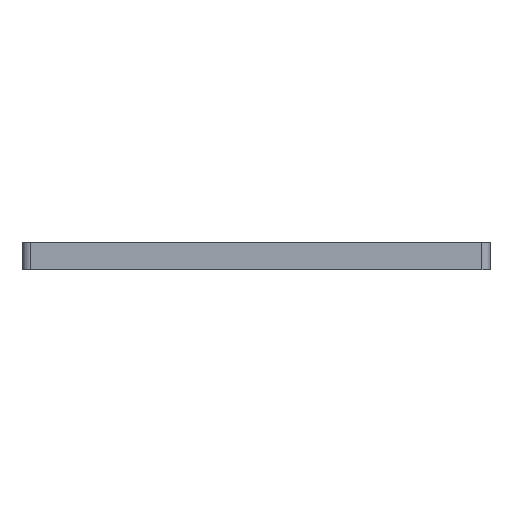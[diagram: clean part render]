
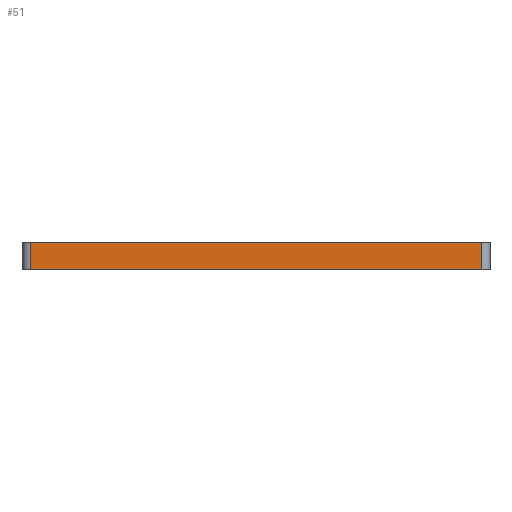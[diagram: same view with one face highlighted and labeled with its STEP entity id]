
A CAD part, front view. The second image highlights one B-rep face of the part: STEP entity #51.
In plain terms, the highlighted planar face has unit normal (0, -1, 0).
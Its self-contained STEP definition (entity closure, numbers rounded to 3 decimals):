
#51=ADVANCED_FACE('',(#109),#1014,.T.);
#109=FACE_OUTER_BOUND('',#167,.T.);
#167=EDGE_LOOP('',(#304,#305,#306,#307));
#304=ORIENTED_EDGE('',*,*,#620,.T.);
#305=ORIENTED_EDGE('',*,*,#621,.T.);
#306=ORIENTED_EDGE('',*,*,#622,.F.);
#307=ORIENTED_EDGE('',*,*,#618,.F.);
#618=EDGE_CURVE('',#934,#935,#882,.T.);
#620=EDGE_CURVE('',#934,#936,#884,.T.);
#621=EDGE_CURVE('',#936,#937,#885,.T.);
#622=EDGE_CURVE('',#935,#937,#886,.T.);
#882=(
BOUNDED_CURVE()
B_SPLINE_CURVE(1,(#1607,#1608),.UNSPECIFIED.,.F.,.F.)
B_SPLINE_CURVE_WITH_KNOTS((2,2),(0.,10.),.UNSPECIFIED.)
CURVE()
GEOMETRIC_REPRESENTATION_ITEM()
RATIONAL_B_SPLINE_CURVE((1.,1.))
REPRESENTATION_ITEM('')
);
#884=(
BOUNDED_CURVE()
B_SPLINE_CURVE(2,(#1612,#1613,#1614),.UNSPECIFIED.,.F.,.F.)
B_SPLINE_CURVE_WITH_KNOTS((3,3),(102.823,103.823),
 .UNSPECIFIED.)
CURVE()
GEOMETRIC_REPRESENTATION_ITEM()
RATIONAL_B_SPLINE_CURVE((1.,1.,1.))
REPRESENTATION_ITEM('')
);
#885=(
BOUNDED_CURVE()
B_SPLINE_CURVE(1,(#1615,#1616),.UNSPECIFIED.,.F.,.F.)
B_SPLINE_CURVE_WITH_KNOTS((2,2),(0.,10.),.UNSPECIFIED.)
CURVE()
GEOMETRIC_REPRESENTATION_ITEM()
RATIONAL_B_SPLINE_CURVE((1.,1.))
REPRESENTATION_ITEM('')
);
#886=(
BOUNDED_CURVE()
B_SPLINE_CURVE(2,(#1617,#1618,#1619),.UNSPECIFIED.,.F.,.F.)
B_SPLINE_CURVE_WITH_KNOTS((3,3),(102.823,103.823),
 .UNSPECIFIED.)
CURVE()
GEOMETRIC_REPRESENTATION_ITEM()
RATIONAL_B_SPLINE_CURVE((1.,1.,1.))
REPRESENTATION_ITEM('')
);
#934=VERTEX_POINT('',#1372);
#935=VERTEX_POINT('',#1373);
#936=VERTEX_POINT('',#1374);
#937=VERTEX_POINT('',#1375);
#1014=PLANE('',#1171);
#1171=AXIS2_PLACEMENT_3D('',#1293,#1232,$);
#1232=DIRECTION('',(0.,-1.,0.));
#1293=CARTESIAN_POINT('',(-145.692,-351.496,0.));
#1372=CARTESIAN_POINT('',(-145.692,-351.496,0.));
#1373=CARTESIAN_POINT('',(-145.692,-351.496,10.));
#1374=CARTESIAN_POINT('',(18.308,-351.496,0.));
#1375=CARTESIAN_POINT('',(18.308,-351.496,10.));
#1607=CARTESIAN_POINT('',(-145.692,-351.496,0.));
#1608=CARTESIAN_POINT('',(-145.692,-351.496,10.));
#1612=CARTESIAN_POINT('',(-145.692,-351.496,0.));
#1613=CARTESIAN_POINT('',(-63.692,-351.496,0.));
#1614=CARTESIAN_POINT('',(18.308,-351.496,0.));
#1615=CARTESIAN_POINT('',(18.308,-351.496,0.));
#1616=CARTESIAN_POINT('',(18.308,-351.496,10.));
#1617=CARTESIAN_POINT('',(-145.692,-351.496,10.));
#1618=CARTESIAN_POINT('',(-63.692,-351.496,10.));
#1619=CARTESIAN_POINT('',(18.308,-351.496,10.));
